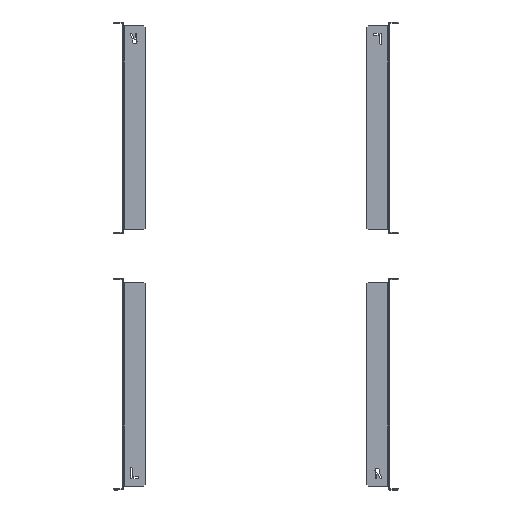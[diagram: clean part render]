
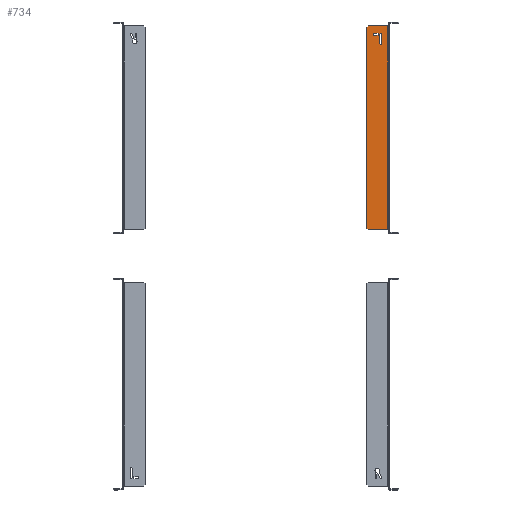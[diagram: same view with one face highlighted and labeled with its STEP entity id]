
A CAD part, top view. The second image highlights one B-rep face of the part: STEP entity #734.
In plain terms, the highlighted planar face has unit normal (0, 0, 1).
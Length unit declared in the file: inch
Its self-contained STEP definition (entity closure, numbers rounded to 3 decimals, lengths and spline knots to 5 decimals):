
#734 = ADVANCED_FACE ( 'NONE', ( #3866, #10183, #2309 ), #11839, .F. ) ;
#1015 = CARTESIAN_POINT ( 'NONE',  ( 16.85, 23.1875, -1.75 ) ) ;
#1131 = VERTEX_POINT ( 'NONE', #13575 ) ;
#1280 = LINE ( 'NONE', #3030, #8773 ) ;
#1290 = ORIENTED_EDGE ( 'NONE', *, *, #15435, .F. ) ;
#1505 = VERTEX_POINT ( 'NONE', #2462 ) ;
#1581 = CIRCLE ( 'NONE', #18124, 0.0625 ) ;
#1938 = VECTOR ( 'NONE', #15126, 39.37008 ) ;
#2033 = LINE ( 'NONE', #8047, #19986 ) ;
#2037 = CARTESIAN_POINT ( 'NONE',  ( 16.85, 23.125, -1.75 ) ) ;
#2309 = FACE_BOUND ( 'NONE', #12914, .T. ) ;
#2331 = VERTEX_POINT ( 'NONE', #8423 ) ;
#2405 = DIRECTION ( 'NONE',  ( 0., 0., -1. ) ) ;
#2445 = EDGE_LOOP ( 'NONE', ( #13839, #10845, #20258, #6281 ) ) ;
#2462 = CARTESIAN_POINT ( 'NONE',  ( 16.1, 23.65, -1.75 ) ) ;
#2540 = DIRECTION ( 'NONE',  ( 0., 1., 0. ) ) ;
#2621 = CARTESIAN_POINT ( 'NONE',  ( 16.9755, 17., -1.75 ) ) ;
#2859 = EDGE_LOOP ( 'NONE', ( #1290, #14608, #11084, #10966, #8641, #16978 ) ) ;
#2949 = VERTEX_POINT ( 'NONE', #2037 ) ;
#3030 = CARTESIAN_POINT ( 'NONE',  ( 17.528, 23.25, -1.75 ) ) ;
#3292 = DIRECTION ( 'NONE',  ( 0., 0., 1. ) ) ;
#3734 = DIRECTION ( 'NONE',  ( -0.707, 0.707, 0. ) ) ;
#3866 = FACE_OUTER_BOUND ( 'NONE', #2859, .T. ) ;
#3984 = EDGE_CURVE ( 'NONE', #9941, #1131, #5975, .T. ) ;
#4375 = DIRECTION ( 'NONE',  ( 0., 0., 1. ) ) ;
#4593 = DIRECTION ( 'NONE',  ( -1., 0., 0. ) ) ;
#4776 = ORIENTED_EDGE ( 'NONE', *, *, #3984, .F. ) ;
#4835 = VERTEX_POINT ( 'NONE', #5115 ) ;
#5022 = CARTESIAN_POINT ( 'NONE',  ( 17.492, 10.25, -1.75 ) ) ;
#5053 = AXIS2_PLACEMENT_3D ( 'NONE', #1015, #8681, #5477 ) ;
#5115 = CARTESIAN_POINT ( 'NONE',  ( 17.492, 10.25, -1.75 ) ) ;
#5477 = DIRECTION ( 'NONE',  ( 0., -1., 0. ) ) ;
#5763 = EDGE_CURVE ( 'NONE', #2949, #2331, #15309, .T. ) ;
#5869 = DIRECTION ( 'NONE',  ( 0., 0., 1. ) ) ;
#5975 = CIRCLE ( 'NONE', #17535, 0.0625 ) ;
#5989 = ORIENTED_EDGE ( 'NONE', *, *, #18535, .F. ) ;
#6169 = EDGE_CURVE ( 'NONE', #17057, #9941, #12986, .T. ) ;
#6281 = ORIENTED_EDGE ( 'NONE', *, *, #13504, .F. ) ;
#6581 = CARTESIAN_POINT ( 'NONE',  ( 16.2, 23.75, -1.75 ) ) ;
#6743 = CARTESIAN_POINT ( 'NONE',  ( 16.2, 10.25, -1.75 ) ) ;
#6887 = EDGE_CURVE ( 'NONE', #4835, #15397, #19244, .T. ) ;
#7039 = CARTESIAN_POINT ( 'NONE',  ( 16.9755, 22.5625, -1.75 ) ) ;
#7046 = CARTESIAN_POINT ( 'NONE',  ( 16.1, 23.65, -1.75 ) ) ;
#7312 = EDGE_CURVE ( 'NONE', #14633, #1505, #2033, .T. ) ;
#7803 = VERTEX_POINT ( 'NONE', #11918 ) ;
#8047 = CARTESIAN_POINT ( 'NONE',  ( 16.1, 17., -1.75 ) ) ;
#8423 = CARTESIAN_POINT ( 'NONE',  ( 16.85, 23.25, -1.75 ) ) ;
#8470 = VECTOR ( 'NONE', #13305, 39.37008 ) ;
#8628 = DIRECTION ( 'NONE',  ( 1., 0., 0. ) ) ;
#8641 = ORIENTED_EDGE ( 'NONE', *, *, #17620, .T. ) ;
#8681 = DIRECTION ( 'NONE',  ( 0., 0., 1. ) ) ;
#8773 = VECTOR ( 'NONE', #4593, 39.37008 ) ;
#8928 = DIRECTION ( 'NONE',  ( 0., -1., 0. ) ) ;
#9064 = CARTESIAN_POINT ( 'NONE',  ( 16.6, 23.1875, -1.75 ) ) ;
#9241 = EDGE_CURVE ( 'NONE', #2331, #19113, #1280, .T. ) ;
#9793 = AXIS2_PLACEMENT_3D ( 'NONE', #17483, #3292, #11060 ) ;
#9903 = VECTOR ( 'NONE', #2540, 39.37008 ) ;
#9920 = VECTOR ( 'NONE', #3734, 39.37008 ) ;
#9941 = VERTEX_POINT ( 'NONE', #7039 ) ;
#9975 = ORIENTED_EDGE ( 'NONE', *, *, #6169, .F. ) ;
#10183 = FACE_BOUND ( 'NONE', #2445, .T. ) ;
#10845 = ORIENTED_EDGE ( 'NONE', *, *, #9241, .F. ) ;
#10966 = ORIENTED_EDGE ( 'NONE', *, *, #6887, .F. ) ;
#11060 = DIRECTION ( 'NONE',  ( 0., -1., 0. ) ) ;
#11084 = ORIENTED_EDGE ( 'NONE', *, *, #19164, .F. ) ;
#11107 = CIRCLE ( 'NONE', #9793, 0.0625 ) ;
#11336 = VECTOR ( 'NONE', #18257, 39.37008 ) ;
#11376 = VECTOR ( 'NONE', #14688, 39.37008 ) ;
#11447 = VERTEX_POINT ( 'NONE', #19135 ) ;
#11809 = LINE ( 'NONE', #7046, #1938 ) ;
#11839 = PLANE ( 'NONE',  #13644 ) ;
#11843 = VECTOR ( 'NONE', #15254, 39.37008 ) ;
#11918 = CARTESIAN_POINT ( 'NONE',  ( 17.492, 23.75, -1.75 ) ) ;
#11964 = LINE ( 'NONE', #16733, #9903 ) ;
#12829 = EDGE_CURVE ( 'NONE', #11447, #17057, #11107, .T. ) ;
#12914 = EDGE_LOOP ( 'NONE', ( #16752, #5989, #4776, #9975 ) ) ;
#12986 = LINE ( 'NONE', #2621, #11336 ) ;
#13305 = DIRECTION ( 'NONE',  ( 1., 0., 0. ) ) ;
#13504 = EDGE_CURVE ( 'NONE', #13944, #2949, #18369, .T. ) ;
#13525 = DIRECTION ( 'NONE',  ( 0., -1., 0. ) ) ;
#13575 = CARTESIAN_POINT ( 'NONE',  ( 17.1005, 22.5625, -1.75 ) ) ;
#13644 = AXIS2_PLACEMENT_3D ( 'NONE', #19707, #2405, #8628 ) ;
#13799 = CARTESIAN_POINT ( 'NONE',  ( 17.038, 22.5625, -1.75 ) ) ;
#13839 = ORIENTED_EDGE ( 'NONE', *, *, #17227, .F. ) ;
#13944 = VERTEX_POINT ( 'NONE', #15762 ) ;
#14608 = ORIENTED_EDGE ( 'NONE', *, *, #7312, .F. ) ;
#14611 = CARTESIAN_POINT ( 'NONE',  ( 16.2, 10.25, -1.75 ) ) ;
#14633 = VERTEX_POINT ( 'NONE', #18373 ) ;
#14688 = DIRECTION ( 'NONE',  ( -1., 0., 0. ) ) ;
#15046 = EDGE_CURVE ( 'NONE', #17583, #7803, #19801, .T. ) ;
#15126 = DIRECTION ( 'NONE',  ( 0.707, 0.707, 0. ) ) ;
#15254 = DIRECTION ( 'NONE',  ( 1., 0., 0. ) ) ;
#15309 = CIRCLE ( 'NONE', #5053, 0.0625 ) ;
#15397 = VERTEX_POINT ( 'NONE', #14611 ) ;
#15435 = EDGE_CURVE ( 'NONE', #1505, #17583, #11809, .T. ) ;
#15762 = CARTESIAN_POINT ( 'NONE',  ( 16.6, 23.125, -1.75 ) ) ;
#15972 = LINE ( 'NONE', #6743, #9920 ) ;
#16370 = CARTESIAN_POINT ( 'NONE',  ( 16.6, 23.25, -1.75 ) ) ;
#16733 = CARTESIAN_POINT ( 'NONE',  ( 17.1005, 17., -1.75 ) ) ;
#16752 = ORIENTED_EDGE ( 'NONE', *, *, #12829, .F. ) ;
#16978 = ORIENTED_EDGE ( 'NONE', *, *, #15046, .F. ) ;
#17057 = VERTEX_POINT ( 'NONE', #19223 ) ;
#17227 = EDGE_CURVE ( 'NONE', #19113, #13944, #1581, .T. ) ;
#17483 = CARTESIAN_POINT ( 'NONE',  ( 17.038, 23.1875, -1.75 ) ) ;
#17535 = AXIS2_PLACEMENT_3D ( 'NONE', #13799, #4375, #8928 ) ;
#17583 = VERTEX_POINT ( 'NONE', #6581 ) ;
#17620 = EDGE_CURVE ( 'NONE', #4835, #7803, #19194, .T. ) ;
#17644 = DIRECTION ( 'NONE',  ( 0., 1., 0. ) ) ;
#17905 = CARTESIAN_POINT ( 'NONE',  ( 17.528, 10.25, -1.75 ) ) ;
#18064 = CARTESIAN_POINT ( 'NONE',  ( 17.528, 23.125, -1.75 ) ) ;
#18124 = AXIS2_PLACEMENT_3D ( 'NONE', #9064, #5869, #13525 ) ;
#18257 = DIRECTION ( 'NONE',  ( 0., -1., 0. ) ) ;
#18369 = LINE ( 'NONE', #18064, #8470 ) ;
#18373 = CARTESIAN_POINT ( 'NONE',  ( 16.1, 10.35, -1.75 ) ) ;
#18460 = CARTESIAN_POINT ( 'NONE',  ( 17.528, 23.75, -1.75 ) ) ;
#18535 = EDGE_CURVE ( 'NONE', #1131, #11447, #11964, .T. ) ;
#18809 = VECTOR ( 'NONE', #17644, 39.37008 ) ;
#19113 = VERTEX_POINT ( 'NONE', #16370 ) ;
#19135 = CARTESIAN_POINT ( 'NONE',  ( 17.1005, 23.1875, -1.75 ) ) ;
#19164 = EDGE_CURVE ( 'NONE', #15397, #14633, #15972, .T. ) ;
#19194 = LINE ( 'NONE', #5022, #18809 ) ;
#19223 = CARTESIAN_POINT ( 'NONE',  ( 16.9755, 23.1875, -1.75 ) ) ;
#19244 = LINE ( 'NONE', #17905, #11376 ) ;
#19320 = DIRECTION ( 'NONE',  ( 0., 1., 0. ) ) ;
#19707 = CARTESIAN_POINT ( 'NONE',  ( 17.528, 17., -1.75 ) ) ;
#19801 = LINE ( 'NONE', #18460, #11843 ) ;
#19986 = VECTOR ( 'NONE', #19320, 39.37008 ) ;
#20258 = ORIENTED_EDGE ( 'NONE', *, *, #5763, .F. ) ;
